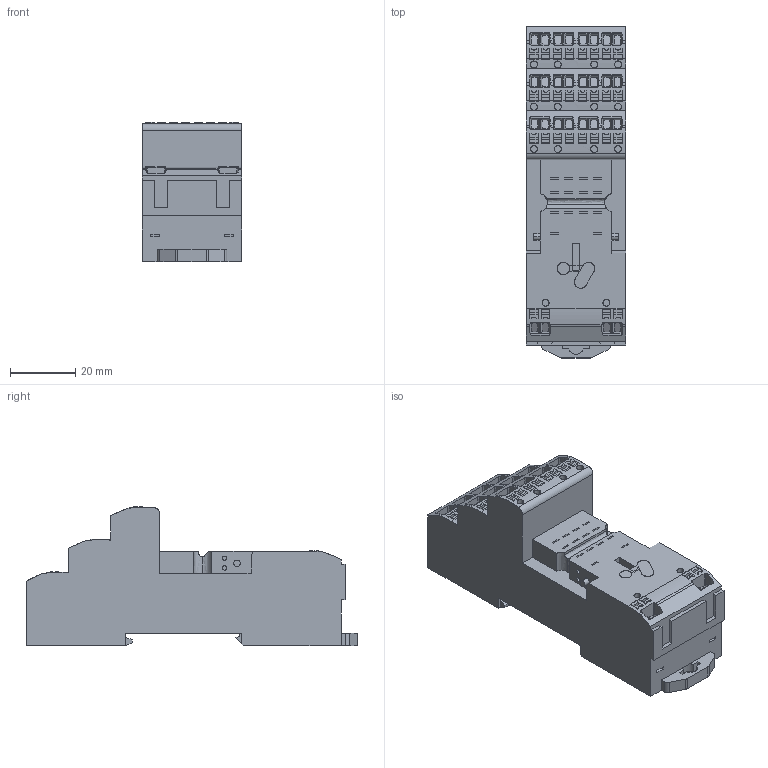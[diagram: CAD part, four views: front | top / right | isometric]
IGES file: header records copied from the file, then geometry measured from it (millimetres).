
Start section: SolidWorks IGES file using analytic representation for surfaces
Global section: file name: SU4S-21L.IGS,15; native system: HSolidWorks 2017; preprocessor: SolidWorks 2017; author: 1003643; date: 190806.141046; units: millimetre
Bounding box: 30.6 x 101.8 x 42.68 mm (x, y, z)
Surface area: 24713.2 mm2 (no closed solid volume)
Topology: 0 solids, 0 shells, 1772 faces, 14480 edges, 14480 vertices
Faces by surface type: bspline 1452, revolution 320
